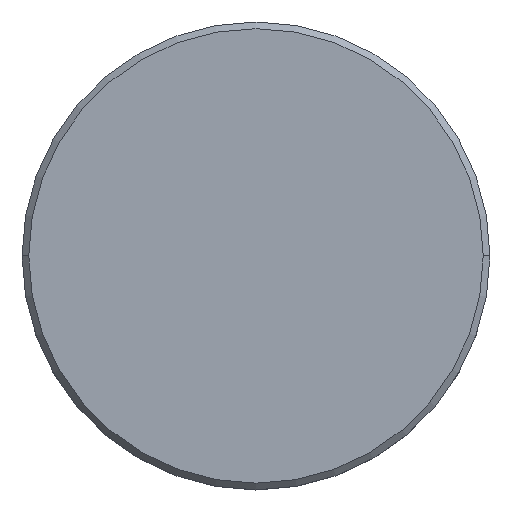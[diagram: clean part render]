
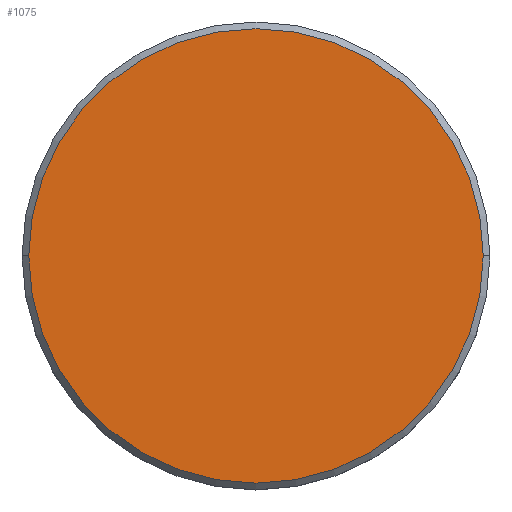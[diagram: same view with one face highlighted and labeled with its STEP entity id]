
A CAD part, top view. The second image highlights one B-rep face of the part: STEP entity #1075.
In plain terms, the highlighted planar face has unit normal (0, 0, 1).
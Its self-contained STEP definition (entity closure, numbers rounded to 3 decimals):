
#7 = DIRECTION ( 'NONE',  ( 1., 0., 0. ) ) ;
#10 = AXIS2_PLACEMENT_3D ( 'NONE', #186, #210, #7 ) ;
#18 = ORIENTED_EDGE ( 'NONE', *, *, #594, .T. ) ;
#55 = ORIENTED_EDGE ( 'NONE', *, *, #1125, .T. ) ;
#68 = AXIS2_PLACEMENT_3D ( 'NONE', #789, #1098, #621 ) ;
#164 = FACE_OUTER_BOUND ( 'NONE', #902, .T. ) ;
#186 = CARTESIAN_POINT ( 'NONE',  ( 0., 0., 0. ) ) ;
#210 = DIRECTION ( 'NONE',  ( 0., 0., 1. ) ) ;
#277 = VERTEX_POINT ( 'NONE', #471 ) ;
#285 = PLANE ( 'NONE',  #68 ) ;
#323 = CIRCLE ( 'NONE', #419, 17. ) ;
#384 = DIRECTION ( 'NONE',  ( 1., 0., 0. ) ) ;
#399 = DIRECTION ( 'NONE',  ( 0., 0., 1. ) ) ;
#419 = AXIS2_PLACEMENT_3D ( 'NONE', #1182, #399, #384 ) ;
#429 = VERTEX_POINT ( 'NONE', #811 ) ;
#471 = CARTESIAN_POINT ( 'NONE',  ( 17., 0., 0. ) ) ;
#594 = EDGE_CURVE ( 'NONE', #429, #277, #938, .T. ) ;
#621 = DIRECTION ( 'NONE',  ( 1., 0., 0. ) ) ;
#789 = CARTESIAN_POINT ( 'NONE',  ( 0., 0., 0. ) ) ;
#811 = CARTESIAN_POINT ( 'NONE',  ( -17., 0., 0. ) ) ;
#902 = EDGE_LOOP ( 'NONE', ( #18, #55 ) ) ;
#938 = CIRCLE ( 'NONE', #10, 17. ) ;
#1075 = ADVANCED_FACE ( 'NONE', ( #164 ), #285, .T. ) ;
#1098 = DIRECTION ( 'NONE',  ( 0., 0., 1. ) ) ;
#1125 = EDGE_CURVE ( 'NONE', #277, #429, #323, .T. ) ;
#1182 = CARTESIAN_POINT ( 'NONE',  ( 0., 0., 0. ) ) ;
